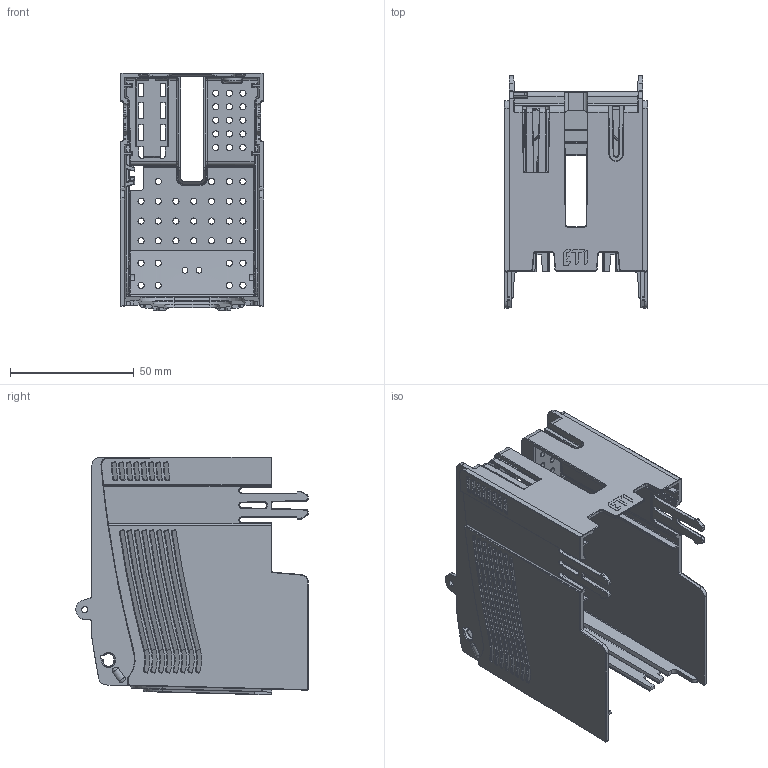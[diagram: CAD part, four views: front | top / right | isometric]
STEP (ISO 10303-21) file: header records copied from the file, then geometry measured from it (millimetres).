
FILE_DESCRIPTION((''),'2;1');
FILE_NAME('11_ASM','2021-11-15T',('marketing.praksa'),('Audax d.o.o.'),'CREO PARAMETRIC BY PTC INC, 2017480','CREO PARAMETRIC BY PTC INC, 2017480','');
FILE_SCHEMA(('AUTOMOTIVE_DESIGN { 1 0 10303 214 1 1 1 1 }'));
Products named in the file (3): ZP_PT2_ETI; PRT9567; 11_ASM
Assembly tree (2 placements, depth 2):
  11_ASM
    ZP_PT2_ETI
    PRT9567
Bounding box: 58 x 93.91 x 96.22 mm (x, y, z)
Volume: 45708.1 mm3; surface area: 56879.1 mm2
Topology: 4 solids, 4 shells, 1898 faces, 5038 edges, 3101 vertices
Faces by surface type: cylinder 724, plane 482, bspline 249, torus 220, cone 155, sphere 57, revolution 11
Entity records: 106710 total; most frequent: CARTESIAN_POINT 32861, ORIENTED_EDGE 9950, DIRECTION 8784, PRESENTATION_STYLE_ASSIGNMENT 6888, STYLED_ITEM 6888, CURVE_STYLE 4986, EDGE_CURVE 4975, AXIS2_PLACEMENT_3D 3321
